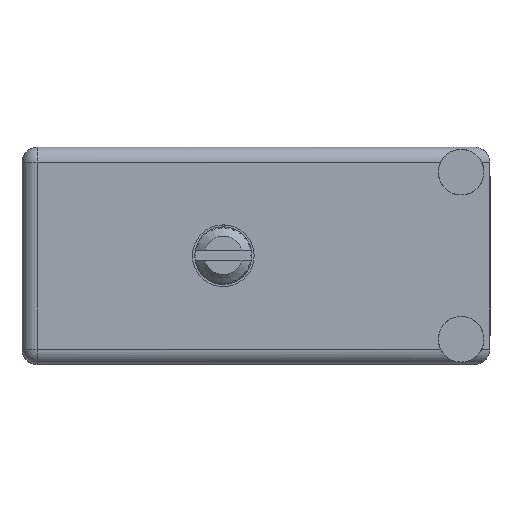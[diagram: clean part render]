
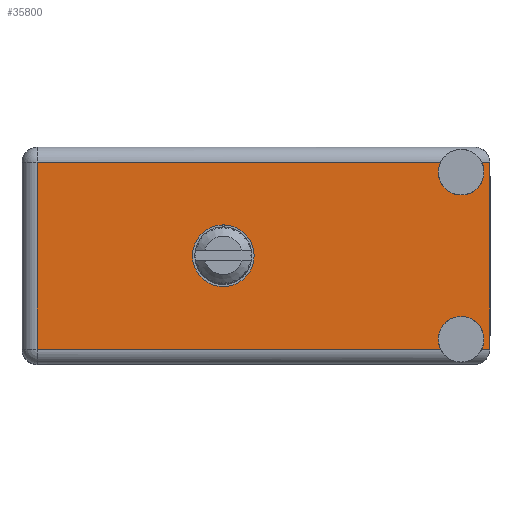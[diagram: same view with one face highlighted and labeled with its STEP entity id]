
A CAD part, top view. The second image highlights one B-rep face of the part: STEP entity #35800.
In plain terms, the highlighted face is planar.
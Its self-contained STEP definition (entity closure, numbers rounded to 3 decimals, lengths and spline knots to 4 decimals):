
#1849 = DIRECTION ( 'NONE',  ( 0., 1., 0. ) ) ;
#3133 = AXIS2_PLACEMENT_3D ( 'NONE', #173856, #5783, #54037 ) ;
#5571 = EDGE_CURVE ( 'NONE', #138425, #64197, #49585, .T. ) ;
#5783 = DIRECTION ( 'NONE',  ( 0., 1., 0. ) ) ;
#6249 = DIRECTION ( 'NONE',  ( 0., 1., 0. ) ) ;
#6694 = VERTEX_POINT ( 'NONE', #95855 ) ;
#11249 = VECTOR ( 'NONE', #34481, 39.3701 ) ;
#11942 = CARTESIAN_POINT ( 'NONE',  ( 0.6625, 0.906, -0.459 ) ) ;
#16766 = LINE ( 'NONE', #188721, #143249 ) ;
#22572 = ORIENTED_EDGE ( 'NONE', *, *, #28728, .F. ) ;
#23827 = LINE ( 'NONE', #117372, #112957 ) ;
#25460 = ORIENTED_EDGE ( 'NONE', *, *, #73320, .F. ) ;
#25987 = EDGE_CURVE ( 'NONE', #140642, #125409, #189291, .T. ) ;
#27343 = EDGE_CURVE ( 'NONE', #128961, #91080, #179813, .T. ) ;
#28728 = EDGE_CURVE ( 'NONE', #165328, #180234, #189548, .T. ) ;
#32436 = CARTESIAN_POINT ( 'NONE',  ( 1.445, 0.906, -0.0825 ) ) ;
#33348 = CIRCLE ( 'NONE', #110533, 0.075 ) ;
#34436 = ORIENTED_EDGE ( 'NONE', *, *, #27343, .F. ) ;
#34481 = DIRECTION ( 'NONE',  ( 1., 0., 0. ) ) ;
#35160 = VECTOR ( 'NONE', #88340, 39.3701 ) ;
#35390 = ORIENTED_EDGE ( 'NONE', *, *, #70222, .F. ) ;
#35744 = VERTEX_POINT ( 'NONE', #183573 ) ;
#35800 = ADVANCED_FACE ( 'NONE', ( #100906, #102894 ), #179360, .T. ) ;
#37233 = AXIS2_PLACEMENT_3D ( 'NONE', #43445, #165246, #58585 ) ;
#38947 = CIRCLE ( 'NONE', #80747, 0.075 ) ;
#41471 = DIRECTION ( 'NONE',  ( 0., 0., 1. ) ) ;
#42365 = DIRECTION ( 'NONE',  ( 0., 0., 1. ) ) ;
#43445 = CARTESIAN_POINT ( 'NONE',  ( 0.6625, 0.906, -0.3575 ) ) ;
#43450 = ORIENTED_EDGE ( 'NONE', *, *, #25987, .T. ) ;
#44541 = CARTESIAN_POINT ( 'NONE',  ( 0.6625, 0.906, -0.256 ) ) ;
#49585 = LINE ( 'NONE', #172360, #11249 ) ;
#49901 = DIRECTION ( 'NONE',  ( 0., 0., 1. ) ) ;
#52088 = AXIS2_PLACEMENT_3D ( 'NONE', #116999, #194413, #41471 ) ;
#54037 = DIRECTION ( 'NONE',  ( 0., 0., 1. ) ) ;
#58585 = DIRECTION ( 'NONE',  ( 0., 0., 1. ) ) ;
#58800 = EDGE_CURVE ( 'NONE', #150344, #81474, #140984, .T. ) ;
#62259 = CARTESIAN_POINT ( 'NONE',  ( 1.445, 0.906, -0.6325 ) ) ;
#64197 = VERTEX_POINT ( 'NONE', #133755 ) ;
#70222 = EDGE_CURVE ( 'NONE', #140642, #6694, #104337, .T. ) ;
#72825 = EDGE_CURVE ( 'NONE', #125409, #35744, #16766, .T. ) ;
#73320 = EDGE_CURVE ( 'NONE', #180234, #165328, #78896, .T. ) ;
#74551 = LINE ( 'NONE', #136908, #166684 ) ;
#78896 = CIRCLE ( 'NONE', #37233, 0.1015 ) ;
#80747 = AXIS2_PLACEMENT_3D ( 'NONE', #32436, #93808, #183412 ) ;
#81474 = VERTEX_POINT ( 'NONE', #192329 ) ;
#88340 = DIRECTION ( 'NONE',  ( -1., 0., 0. ) ) ;
#91039 = EDGE_LOOP ( 'NONE', ( #22572, #25460 ) ) ;
#91080 = VERTEX_POINT ( 'NONE', #125315 ) ;
#91532 = AXIS2_PLACEMENT_3D ( 'NONE', #144113, #6249, #42365 ) ;
#92707 = CARTESIAN_POINT ( 'NONE',  ( 0., 0.906, -0.665 ) ) ;
#93808 = DIRECTION ( 'NONE',  ( 0., 1., 0. ) ) ;
#94920 = CARTESIAN_POINT ( 'NONE',  ( 1.3774, 0.906, -0.665 ) ) ;
#95698 = DIRECTION ( 'NONE',  ( -1., 0., 0. ) ) ;
#95855 = CARTESIAN_POINT ( 'NONE',  ( 1.445, 0.906, -0.5575 ) ) ;
#98219 = CARTESIAN_POINT ( 'NONE',  ( 1.5126, 0.906, -0.05 ) ) ;
#100906 = FACE_BOUND ( 'NONE', #91039, .T. ) ;
#102894 = FACE_OUTER_BOUND ( 'NONE', #152997, .T. ) ;
#104337 = CIRCLE ( 'NONE', #91532, 0.075 ) ;
#104864 = DIRECTION ( 'NONE',  ( 0., 0., 1. ) ) ;
#105851 = CARTESIAN_POINT ( 'NONE',  ( 0.6625, 0.906, -0.3575 ) ) ;
#109320 = AXIS2_PLACEMENT_3D ( 'NONE', #105851, #169218, #104864 ) ;
#110448 = ORIENTED_EDGE ( 'NONE', *, *, #58800, .T. ) ;
#110533 = AXIS2_PLACEMENT_3D ( 'NONE', #62259, #1849, #153825 ) ;
#112957 = VECTOR ( 'NONE', #148542, 39.3701 ) ;
#116904 = EDGE_CURVE ( 'NONE', #138425, #128961, #38947, .T. ) ;
#116999 = CARTESIAN_POINT ( 'NONE',  ( 0., 0.906, -0.715 ) ) ;
#117372 = CARTESIAN_POINT ( 'NONE',  ( 1.539, 0.906, -0.05 ) ) ;
#117741 = EDGE_CURVE ( 'NONE', #35744, #91080, #23827, .T. ) ;
#125315 = CARTESIAN_POINT ( 'NONE',  ( 1.3774, 0.906, -0.05 ) ) ;
#125409 = VERTEX_POINT ( 'NONE', #159044 ) ;
#127944 = ORIENTED_EDGE ( 'NONE', *, *, #72825, .T. ) ;
#128492 = EDGE_CURVE ( 'NONE', #6694, #81474, #33348, .T. ) ;
#128961 = VERTEX_POINT ( 'NONE', #152357 ) ;
#133755 = CARTESIAN_POINT ( 'NONE',  ( 1.539, 0.906, -0.05 ) ) ;
#136908 = CARTESIAN_POINT ( 'NONE',  ( 1.539, 0.906, 0. ) ) ;
#138425 = VERTEX_POINT ( 'NONE', #98219 ) ;
#140642 = VERTEX_POINT ( 'NONE', #94920 ) ;
#140984 = LINE ( 'NONE', #92707, #160710 ) ;
#143249 = VECTOR ( 'NONE', #49901, 39.3701 ) ;
#144113 = CARTESIAN_POINT ( 'NONE',  ( 1.445, 0.906, -0.6325 ) ) ;
#146005 = CARTESIAN_POINT ( 'NONE',  ( 0., 0.906, -0.665 ) ) ;
#146774 = CARTESIAN_POINT ( 'NONE',  ( 1.539, 0.906, -0.665 ) ) ;
#147276 = ORIENTED_EDGE ( 'NONE', *, *, #165578, .F. ) ;
#148542 = DIRECTION ( 'NONE',  ( 1., 0., 0. ) ) ;
#150344 = VERTEX_POINT ( 'NONE', #146774 ) ;
#152357 = CARTESIAN_POINT ( 'NONE',  ( 1.445, 0.906, -0.1575 ) ) ;
#152997 = EDGE_LOOP ( 'NONE', ( #189126, #34436, #191794, #196294, #147276, #110448, #173746, #35390, #43450, #127944 ) ) ;
#153825 = DIRECTION ( 'NONE',  ( 0., 0., 1. ) ) ;
#159044 = CARTESIAN_POINT ( 'NONE',  ( 0.05, 0.906, -0.665 ) ) ;
#160710 = VECTOR ( 'NONE', #95698, 39.3701 ) ;
#165246 = DIRECTION ( 'NONE',  ( 0., 1., 0. ) ) ;
#165328 = VERTEX_POINT ( 'NONE', #44541 ) ;
#165578 = EDGE_CURVE ( 'NONE', #150344, #64197, #74551, .T. ) ;
#166684 = VECTOR ( 'NONE', #169077, 39.3701 ) ;
#169077 = DIRECTION ( 'NONE',  ( 0., 0., 1. ) ) ;
#169218 = DIRECTION ( 'NONE',  ( 0., 1., 0. ) ) ;
#172360 = CARTESIAN_POINT ( 'NONE',  ( 1.539, 0.906, -0.05 ) ) ;
#173746 = ORIENTED_EDGE ( 'NONE', *, *, #128492, .F. ) ;
#173856 = CARTESIAN_POINT ( 'NONE',  ( 1.445, 0.906, -0.0825 ) ) ;
#179360 = PLANE ( 'NONE',  #52088 ) ;
#179813 = CIRCLE ( 'NONE', #3133, 0.075 ) ;
#180234 = VERTEX_POINT ( 'NONE', #11942 ) ;
#183412 = DIRECTION ( 'NONE',  ( 0., 0., 1. ) ) ;
#183573 = CARTESIAN_POINT ( 'NONE',  ( 0.05, 0.906, -0.05 ) ) ;
#188721 = CARTESIAN_POINT ( 'NONE',  ( 0.05, 0.906, -0.715 ) ) ;
#189126 = ORIENTED_EDGE ( 'NONE', *, *, #117741, .T. ) ;
#189291 = LINE ( 'NONE', #146005, #35160 ) ;
#189548 = CIRCLE ( 'NONE', #109320, 0.1015 ) ;
#191794 = ORIENTED_EDGE ( 'NONE', *, *, #116904, .F. ) ;
#192329 = CARTESIAN_POINT ( 'NONE',  ( 1.5126, 0.906, -0.665 ) ) ;
#194413 = DIRECTION ( 'NONE',  ( 0., 1., 0. ) ) ;
#196294 = ORIENTED_EDGE ( 'NONE', *, *, #5571, .T. ) ;
